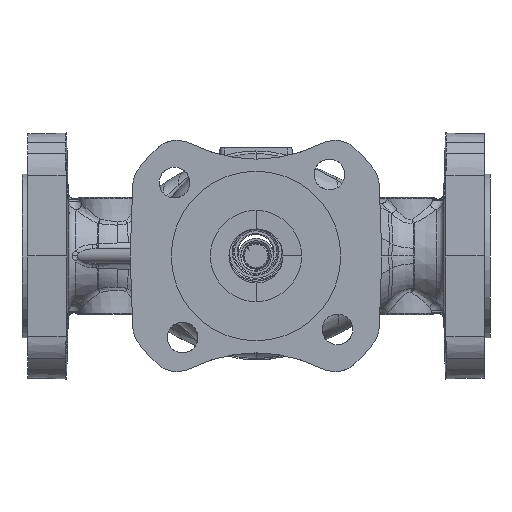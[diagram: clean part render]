
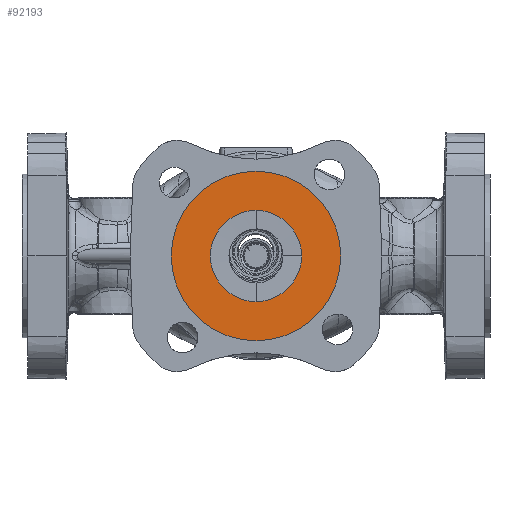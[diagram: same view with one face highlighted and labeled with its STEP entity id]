
A CAD part, front view. The second image highlights one B-rep face of the part: STEP entity #92193.
In plain terms, the highlighted planar face has unit normal (0, 1, 0).
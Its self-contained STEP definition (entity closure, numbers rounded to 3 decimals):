
#35580=CARTESIAN_POINT('',(155.,-75.,0.));
#35581=DIRECTION('',(0.,1.,0.));
#35582=DIRECTION('',(0.,0.,1.));
#35583=AXIS2_PLACEMENT_3D('',#35580,#35581,#35582);
#35585=CARTESIAN_POINT('',(155.,-75.,0.));
#35586=DIRECTION('',(0.,1.,0.));
#35587=DIRECTION('',(0.,0.,-1.));
#35588=AXIS2_PLACEMENT_3D('',#35585,#35586,#35587);
#35590=CARTESIAN_POINT('',(155.,-75.,0.));
#35591=DIRECTION('',(0.,-1.,0.));
#35592=DIRECTION('',(0.,0.,-1.));
#35593=AXIS2_PLACEMENT_3D('',#35590,#35591,#35592);
#35595=CARTESIAN_POINT('',(155.,-75.,0.));
#35596=DIRECTION('',(0.,-1.,0.));
#35597=DIRECTION('',(0.,0.,1.));
#35598=AXIS2_PLACEMENT_3D('',#35595,#35596,#35597);
#38853=CARTESIAN_POINT('',(155.,-75.,15.6));
#38854=CARTESIAN_POINT('',(155.,-75.,-15.6));
#38855=VERTEX_POINT('',#38853);
#38856=VERTEX_POINT('',#38854);
#39007=CARTESIAN_POINT('',(155.,-75.,29.));
#39008=CARTESIAN_POINT('',(155.,-75.,-29.));
#39009=VERTEX_POINT('',#39007);
#39010=VERTEX_POINT('',#39008);
#92178=CARTESIAN_POINT('',(155.,-75.,0.));
#92179=DIRECTION('',(0.,1.,0.));
#92180=DIRECTION('',(0.,0.,1.));
#92181=AXIS2_PLACEMENT_3D('',#92178,#92179,#92180);
#92182=PLANE('',#92181);
#92184=ORIENTED_EDGE('',*,*,#92183,.F.);
#92186=ORIENTED_EDGE('',*,*,#92185,.F.);
#92187=EDGE_LOOP('',(#92184,#92186));
#92188=FACE_OUTER_BOUND('',#92187,.F.);
#92189=ORIENTED_EDGE('',*,*,#92158,.F.);
#92190=ORIENTED_EDGE('',*,*,#92139,.F.);
#92191=EDGE_LOOP('',(#92189,#92190));
#92192=FACE_BOUND('',#92191,.F.);
#92193=ADVANCED_FACE('',(#92188,#92192),#92182,.T.);
#35584=CIRCLE('',#35583,29.);
#35589=CIRCLE('',#35588,29.);
#35594=CIRCLE('',#35593,15.6);
#35599=CIRCLE('',#35598,15.6);
#92139=EDGE_CURVE('',#38855,#38856,#35599,.T.);
#92158=EDGE_CURVE('',#38856,#38855,#35594,.T.);
#92183=EDGE_CURVE('',#39009,#39010,#35584,.T.);
#92185=EDGE_CURVE('',#39010,#39009,#35589,.T.);
